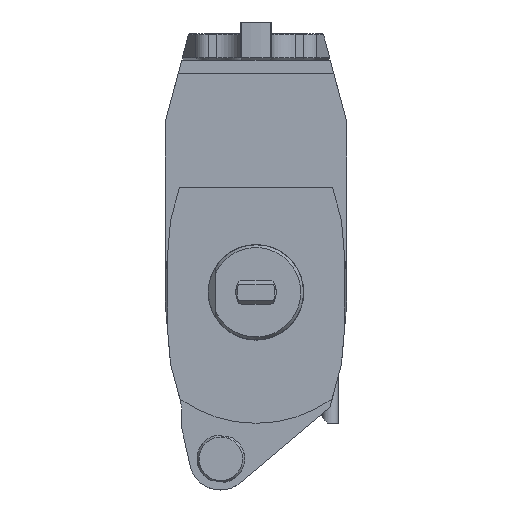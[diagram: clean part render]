
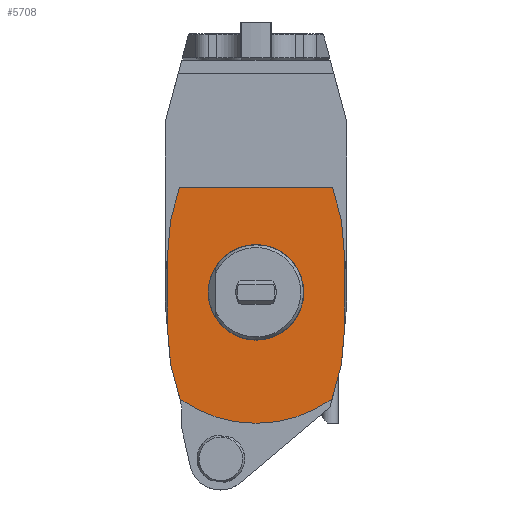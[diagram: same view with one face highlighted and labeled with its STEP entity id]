
A CAD part, front view. The second image highlights one B-rep face of the part: STEP entity #5708.
In plain terms, the highlighted planar face has unit normal (0, -1, 0).
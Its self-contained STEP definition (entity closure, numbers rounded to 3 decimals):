
#235 = LINE ( 'NONE', #16323, #22404 ) ;
#427 = CARTESIAN_POINT ( 'NONE',  ( -41.003, -130., -60.987 ) ) ;
#1841 = LINE ( 'NONE', #20016, #15798 ) ;
#2348 = VECTOR ( 'NONE', #20825, 1000. ) ;
#2638 = VERTEX_POINT ( 'NONE', #20429 ) ;
#3261 = VECTOR ( 'NONE', #11206, 1000. ) ;
#3264 = CARTESIAN_POINT ( 'NONE',  ( 41.003, -130., -60.987 ) ) ;
#3527 = CARTESIAN_POINT ( 'NONE',  ( -35.867, -130., -19.845 ) ) ;
#3753 = VERTEX_POINT ( 'NONE', #25517 ) ;
#4016 = ORIENTED_EDGE ( 'NONE', *, *, #17658, .T. ) ;
#4302 = VERTEX_POINT ( 'NONE', #11673 ) ;
#4545 = ORIENTED_EDGE ( 'NONE', *, *, #28421, .F. ) ;
#4768 = CIRCLE ( 'NONE', #18198, 55. ) ;
#4903 = VERTEX_POINT ( 'NONE', #11958 ) ;
#5093 = EDGE_LOOP ( 'NONE', ( #23395, #17119, #4545, #14118, #17606, #27305, #17360, #12063, #24175, #7894, #10618, #4016 ) ) ;
#5708 = ADVANCED_FACE ( 'Defeature completata2_297', ( #8775, #22751 ), #27075, .F. ) ;
#5804 = DIRECTION ( 'NONE',  ( 1., 0., 0. ) ) ;
#6762 = VERTEX_POINT ( 'NONE', #22409 ) ;
#7053 = DIRECTION ( 'NONE',  ( 0., 0., -1. ) ) ;
#7871 = CARTESIAN_POINT ( 'NONE',  ( 0., -130., -50. ) ) ;
#7894 = ORIENTED_EDGE ( 'NONE', *, *, #26899, .T. ) ;
#7947 = VERTEX_POINT ( 'NONE', #11696 ) ;
#8202 = CARTESIAN_POINT ( 'NONE',  ( 0., -130., -6. ) ) ;
#8583 = CIRCLE ( 'NONE', #13870, 20.059 ) ;
#8759 = EDGE_CURVE ( 'NONE', #20644, #15282, #29482, .T. ) ;
#8769 = EDGE_CURVE ( 'NONE', #2638, #7947, #1841, .T. ) ;
#8775 = FACE_OUTER_BOUND ( 'NONE', #5093, .T. ) ;
#9064 = CARTESIAN_POINT ( 'NONE',  ( 38.213, -130., -46.657 ) ) ;
#9073 = CARTESIAN_POINT ( 'NONE',  ( 0., -130., -71.2 ) ) ;
#9123 = CARTESIAN_POINT ( 'NONE',  ( 0., -130., -50. ) ) ;
#9221 = DIRECTION ( 'NONE',  ( 0.087, 0., -0.996 ) ) ;
#9604 = CARTESIAN_POINT ( 'NONE',  ( -37., -130., -32.79 ) ) ;
#9996 = DIRECTION ( 'NONE',  ( 0.259, 0., -0.966 ) ) ;
#10473 = CARTESIAN_POINT ( 'NONE',  ( -32.158, -130., -6. ) ) ;
#10618 = ORIENTED_EDGE ( 'NONE', *, *, #16402, .T. ) ;
#10867 = EDGE_CURVE ( 'NONE', #16901, #4302, #12561, .T. ) ;
#11167 = DIRECTION ( 'NONE',  ( 0.087, 0., 0.996 ) ) ;
#11206 = DIRECTION ( 'NONE',  ( -0.087, 0., 0.996 ) ) ;
#11673 = CARTESIAN_POINT ( 'NONE',  ( 32.158, -130., -6. ) ) ;
#11696 = CARTESIAN_POINT ( 'NONE',  ( 37., -130., -67.21 ) ) ;
#11758 = ORIENTED_EDGE ( 'NONE', *, *, #27694, .T. ) ;
#11958 = CARTESIAN_POINT ( 'NONE',  ( 0., -130., -29.941 ) ) ;
#12063 = ORIENTED_EDGE ( 'NONE', *, *, #23776, .F. ) ;
#12561 = LINE ( 'NONE', #8202, #26265 ) ;
#12784 = VECTOR ( 'NONE', #21627, 1000. ) ;
#13489 = LINE ( 'NONE', #22647, #3261 ) ;
#13832 = CARTESIAN_POINT ( 'NONE',  ( 35.867, -130., -19.845 ) ) ;
#13870 = AXIS2_PLACEMENT_3D ( 'NONE', #7871, #19453, #28769 ) ;
#14118 = ORIENTED_EDGE ( 'NONE', *, *, #26213, .T. ) ;
#14405 = LINE ( 'NONE', #427, #29739 ) ;
#14569 = DIRECTION ( 'NONE',  ( 0., 0., -1. ) ) ;
#15009 = VERTEX_POINT ( 'NONE', #9604 ) ;
#15037 = LINE ( 'NONE', #21793, #28672 ) ;
#15282 = VERTEX_POINT ( 'NONE', #27705 ) ;
#15503 = LINE ( 'NONE', #27606, #15786 ) ;
#15572 = DIRECTION ( 'NONE',  ( 0., 0., 1. ) ) ;
#15660 = VECTOR ( 'NONE', #14569, 1000. ) ;
#15786 = VECTOR ( 'NONE', #7053, 1000. ) ;
#15798 = VECTOR ( 'NONE', #11167, 1000. ) ;
#16323 = CARTESIAN_POINT ( 'NONE',  ( 41.003, -130., -39.013 ) ) ;
#16402 = EDGE_CURVE ( 'NONE', #26711, #15009, #27290, .T. ) ;
#16901 = VERTEX_POINT ( 'NONE', #10473 ) ;
#17119 = ORIENTED_EDGE ( 'NONE', *, *, #22507, .F. ) ;
#17360 = ORIENTED_EDGE ( 'NONE', *, *, #8759, .F. ) ;
#17606 = ORIENTED_EDGE ( 'NONE', *, *, #8769, .T. ) ;
#17658 = EDGE_CURVE ( 'NONE', #15009, #6762, #15503, .T. ) ;
#18007 = CARTESIAN_POINT ( 'NONE',  ( -31.952, -130., -94.767 ) ) ;
#18198 = AXIS2_PLACEMENT_3D ( 'NONE', #9123, #20672, #15572 ) ;
#18293 = AXIS2_PLACEMENT_3D ( 'NONE', #9073, #29197, #24997 ) ;
#19232 = LINE ( 'NONE', #3264, #12784 ) ;
#19453 = DIRECTION ( 'NONE',  ( 0., 1., 0. ) ) ;
#20016 = CARTESIAN_POINT ( 'NONE',  ( 38.213, -130., -53.343 ) ) ;
#20429 = CARTESIAN_POINT ( 'NONE',  ( 35.867, -130., -80.155 ) ) ;
#20488 = CARTESIAN_POINT ( 'NONE',  ( -35.867, -130., -80.155 ) ) ;
#20644 = VERTEX_POINT ( 'NONE', #13832 ) ;
#20672 = DIRECTION ( 'NONE',  ( 0., 1., 0. ) ) ;
#20825 = DIRECTION ( 'NONE',  ( -0.087, 0., -0.996 ) ) ;
#21290 = DIRECTION ( 'NONE',  ( -0.259, 0., 0.966 ) ) ;
#21627 = DIRECTION ( 'NONE',  ( 0.259, 0., 0.966 ) ) ;
#21666 = DIRECTION ( 'NONE',  ( -0.259, 0., -0.966 ) ) ;
#21718 = VERTEX_POINT ( 'NONE', #18007 ) ;
#21755 = CARTESIAN_POINT ( 'NONE',  ( 37., -130., -50. ) ) ;
#21793 = CARTESIAN_POINT ( 'NONE',  ( -41.003, -130., -39.013 ) ) ;
#21898 = LINE ( 'NONE', #21755, #15660 ) ;
#22404 = VECTOR ( 'NONE', #9996, 1000. ) ;
#22409 = CARTESIAN_POINT ( 'NONE',  ( -37., -130., -67.21 ) ) ;
#22507 = EDGE_CURVE ( 'NONE', #21718, #23590, #14405, .T. ) ;
#22647 = CARTESIAN_POINT ( 'NONE',  ( -38.213, -130., -53.343 ) ) ;
#22751 = FACE_BOUND ( 'NONE', #29135, .T. ) ;
#23395 = ORIENTED_EDGE ( 'NONE', *, *, #27560, .F. ) ;
#23590 = VERTEX_POINT ( 'NONE', #20488 ) ;
#23776 = EDGE_CURVE ( 'NONE', #4302, #20644, #235, .T. ) ;
#24175 = ORIENTED_EDGE ( 'NONE', *, *, #10867, .F. ) ;
#24997 = DIRECTION ( 'NONE',  ( 0., 0., 1. ) ) ;
#25188 = CARTESIAN_POINT ( 'NONE',  ( -38.213, -130., -46.657 ) ) ;
#25517 = CARTESIAN_POINT ( 'NONE',  ( 31.952, -130., -94.767 ) ) ;
#26150 = EDGE_CURVE ( 'NONE', #15282, #7947, #21898, .T. ) ;
#26213 = EDGE_CURVE ( 'NONE', #3753, #2638, #19232, .T. ) ;
#26265 = VECTOR ( 'NONE', #5804, 1000. ) ;
#26711 = VERTEX_POINT ( 'NONE', #3527 ) ;
#26899 = EDGE_CURVE ( 'NONE', #16901, #26711, #15037, .T. ) ;
#27075 = PLANE ( 'NONE',  #18293 ) ;
#27290 = LINE ( 'NONE', #25188, #2348 ) ;
#27305 = ORIENTED_EDGE ( 'NONE', *, *, #26150, .F. ) ;
#27560 = EDGE_CURVE ( 'NONE', #23590, #6762, #13489, .T. ) ;
#27606 = CARTESIAN_POINT ( 'NONE',  ( -37., -130., -50. ) ) ;
#27694 = EDGE_CURVE ( 'NONE', #4903, #4903, #8583, .T. ) ;
#27705 = CARTESIAN_POINT ( 'NONE',  ( 37., -130., -32.79 ) ) ;
#28421 = EDGE_CURVE ( 'NONE', #3753, #21718, #4768, .T. ) ;
#28672 = VECTOR ( 'NONE', #21666, 1000. ) ;
#28743 = VECTOR ( 'NONE', #9221, 1000. ) ;
#28769 = DIRECTION ( 'NONE',  ( 0., 0., 1. ) ) ;
#29135 = EDGE_LOOP ( 'NONE', ( #11758 ) ) ;
#29197 = DIRECTION ( 'NONE',  ( 0., 1., 0. ) ) ;
#29482 = LINE ( 'NONE', #9064, #28743 ) ;
#29739 = VECTOR ( 'NONE', #21290, 1000. ) ;
